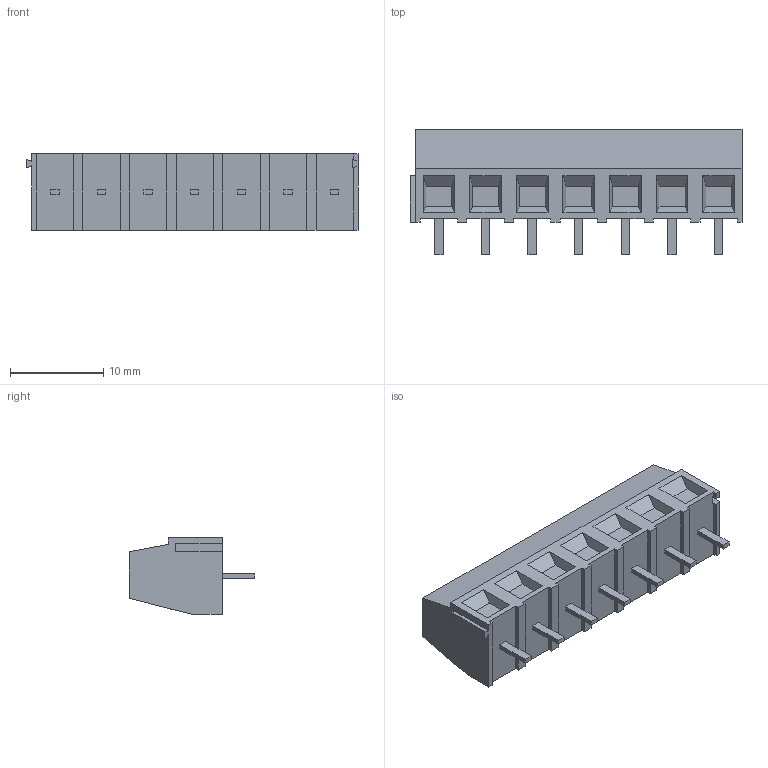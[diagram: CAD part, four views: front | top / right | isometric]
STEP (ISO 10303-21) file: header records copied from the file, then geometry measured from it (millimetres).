
FILE_DESCRIPTION((''),'2;1');
FILE_NAME('C-282836-7','2011-01-28T',('workeradm'),('Tyco Electronics Ltd.'),'PRO/ENGINEER BY PARAMETRIC TECHNOLOGY CORPORATION, 2009300','PRO/ENGINEER BY PARAMETRIC TECHNOLOGY CORPORATION, 2009300','');
FILE_SCHEMA(('AUTOMOTIVE_DESIGN { 1 0 10303 214 1 1 1 1 }'));
Length unit declared in the file: millimetre
Products named in the file (1): C-282836-7
Bounding box: 35.6 x 13.5 x 8.2 mm (x, y, z)
Volume: 2257.8 mm3; surface area: 1661.8 mm2
Topology: 1 solids, 1 shells, 201 faces, 534 edges, 356 vertices
Faces by surface type: plane 187, cylinder 14
Entity records: 6438 total; most frequent: CARTESIAN_POINT 1093, ORIENTED_EDGE 1068, DIRECTION 992, EDGE_CURVE 534, VECTOR 478, LINE 478, VERTEX_POINT 356, AXIS2_PLACEMENT_3D 257
